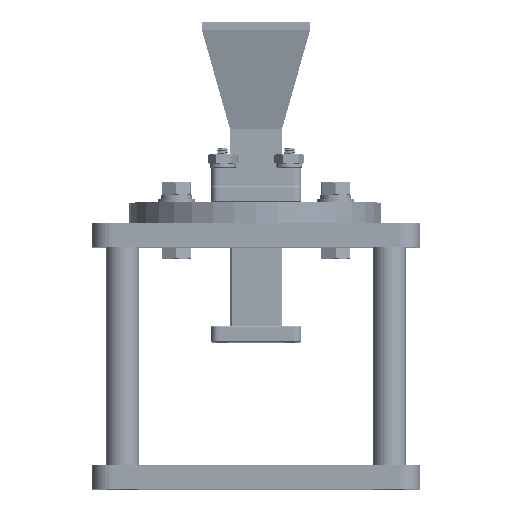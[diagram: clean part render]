
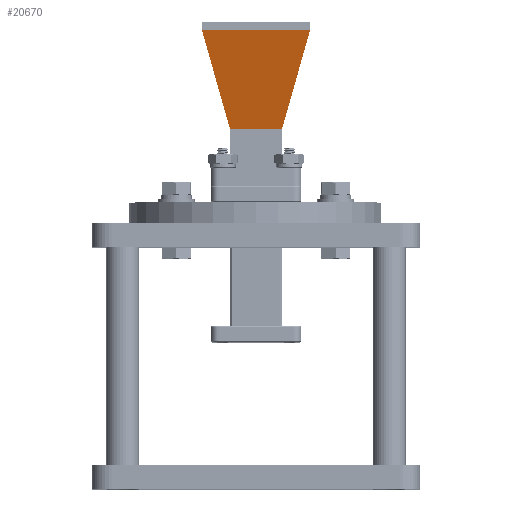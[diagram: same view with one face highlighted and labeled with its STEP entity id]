
A CAD part, top view. The second image highlights one B-rep face of the part: STEP entity #20670.
In plain terms, the highlighted face is planar.
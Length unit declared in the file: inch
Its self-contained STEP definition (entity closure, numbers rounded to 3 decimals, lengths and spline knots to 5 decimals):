
#1246 = DIRECTION ( 'NONE',  ( -0.972, 0., -0.235 ) ) ;
#2500 = LINE ( 'NONE', #5974, #14271 ) ;
#4498 = CARTESIAN_POINT ( 'NONE',  ( -0.28479, 0., 2.46001 ) ) ;
#5974 = CARTESIAN_POINT ( 'NONE',  ( -0.16374, -0.24918, 1.95912 ) ) ;
#7458 = ORIENTED_EDGE ( 'NONE', *, *, #29913, .T. ) ;
#8428 = PLANE ( 'NONE',  #27529 ) ;
#8667 = FACE_OUTER_BOUND ( 'NONE', #41004, .T. ) ;
#11300 = EDGE_CURVE ( 'NONE', #26789, #11371, #29377, .T. ) ;
#11371 = VERTEX_POINT ( 'NONE', #43774 ) ;
#14254 = LINE ( 'NONE', #28340, #25278 ) ;
#14271 = VECTOR ( 'NONE', #33910, 39.37008 ) ;
#17303 = VECTOR ( 'NONE', #19631, 39.37008 ) ;
#18409 = DIRECTION ( 'NONE',  ( 0., -1., 0. ) ) ;
#19631 = DIRECTION ( 'NONE',  ( 0.226, -0.266, -0.937 ) ) ;
#19906 = ORIENTED_EDGE ( 'NONE', *, *, #11300, .T. ) ;
#20340 = EDGE_CURVE ( 'NONE', #43366, #45149, #14254, .T. ) ;
#20670 = ADVANCED_FACE ( 'NONE', ( #8667 ), #8428, .T. ) ;
#21250 = EDGE_CURVE ( 'NONE', #45149, #26789, #2500, .T. ) ;
#24794 = ORIENTED_EDGE ( 'NONE', *, *, #21250, .T. ) ;
#25278 = VECTOR ( 'NONE', #18409, 39.37008 ) ;
#25729 = DIRECTION ( 'NONE',  ( -0.235, 0., 0.972 ) ) ;
#26789 = VERTEX_POINT ( 'NONE', #42689 ) ;
#27271 = CARTESIAN_POINT ( 'NONE',  ( -0.16374, 0.24918, 1.95912 ) ) ;
#27529 = AXIS2_PLACEMENT_3D ( 'NONE', #4498, #1246, #25729 ) ;
#28340 = CARTESIAN_POINT ( 'NONE',  ( -0.16374, 0., 1.95912 ) ) ;
#29377 = LINE ( 'NONE', #32857, #40421 ) ;
#29913 = EDGE_CURVE ( 'NONE', #11371, #43366, #36971, .T. ) ;
#30391 = CARTESIAN_POINT ( 'NONE',  ( -0.16374, -0.24918, 1.95912 ) ) ;
#32107 = ORIENTED_EDGE ( 'NONE', *, *, #20340, .T. ) ;
#32857 = CARTESIAN_POINT ( 'NONE',  ( -0.39282, 0., 2.90705 ) ) ;
#33910 = DIRECTION ( 'NONE',  ( -0.226, -0.266, 0.937 ) ) ;
#36971 = LINE ( 'NONE', #37203, #17303 ) ;
#37025 = DIRECTION ( 'NONE',  ( 0., 1., 0. ) ) ;
#37203 = CARTESIAN_POINT ( 'NONE',  ( -0.39282, 0.51776, 2.90705 ) ) ;
#40421 = VECTOR ( 'NONE', #37025, 39.37008 ) ;
#41004 = EDGE_LOOP ( 'NONE', ( #32107, #24794, #19906, #7458 ) ) ;
#42689 = CARTESIAN_POINT ( 'NONE',  ( -0.39282, -0.51776, 2.90705 ) ) ;
#43366 = VERTEX_POINT ( 'NONE', #27271 ) ;
#43774 = CARTESIAN_POINT ( 'NONE',  ( -0.39282, 0.51776, 2.90705 ) ) ;
#45149 = VERTEX_POINT ( 'NONE', #30391 ) ;
